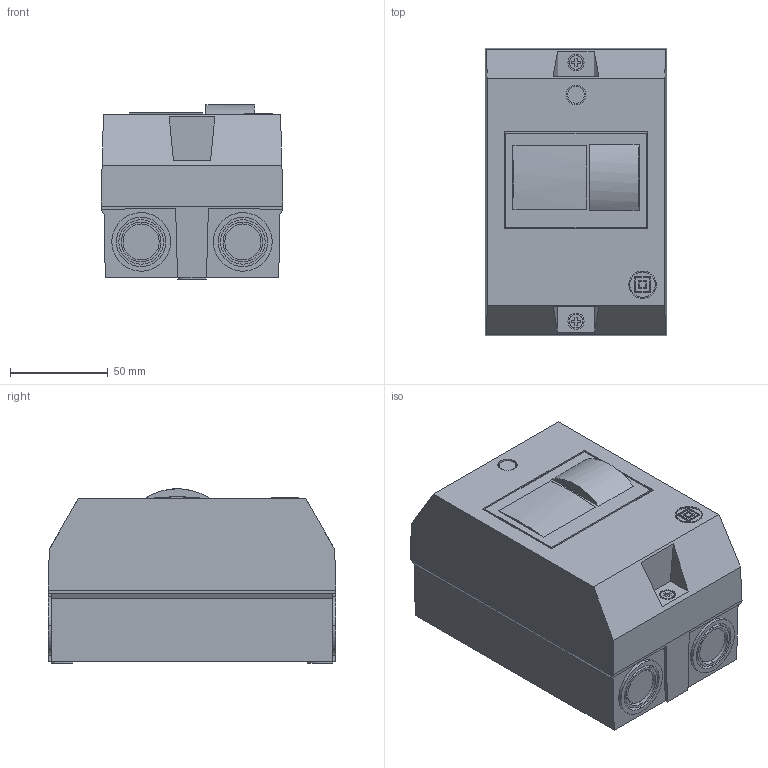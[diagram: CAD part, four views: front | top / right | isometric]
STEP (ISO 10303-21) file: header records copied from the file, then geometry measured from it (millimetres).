
FILE_DESCRIPTION((''),'2;1');
FILE_NAME('__ASM','2025-07-01T',('li.xiao'),(''),'PRO/ENGINEER BY PARAMETRIC TECHNOLOGY CORPORATION, 2017170','PRO/ENGINEER BY PARAMETRIC TECHNOLOGY CORPORATION, 2017170','');
FILE_SCHEMA(('CONFIG_CONTROL_DESIGN'));
Length unit declared in the file: millimetre
Products named in the file (3): GV2MC02-3D_1; GV2MC02-3D_ASM_1_ASM; __ASM
Assembly tree (2 placements, depth 3):
  __ASM
    GV2MC02-3D_ASM_1_ASM
      GV2MC02-3D_1
Bounding box: 93 x 147 x 89.06 mm (x, y, z)
Volume: 1064098.9 mm3; surface area: 69256.8 mm2
Topology: 1 solids, 1 shells, 220 faces, 542 edges, 372 vertices
Faces by surface type: plane 139, cylinder 77, extrusion 4
Entity records: 6719 total; most frequent: CARTESIAN_POINT 1181, DIRECTION 1174, ORIENTED_EDGE 1084, EDGE_CURVE 542, AXIS2_PLACEMENT_3D 412, VERTEX_POINT 372, VECTOR 350, LINE 346
